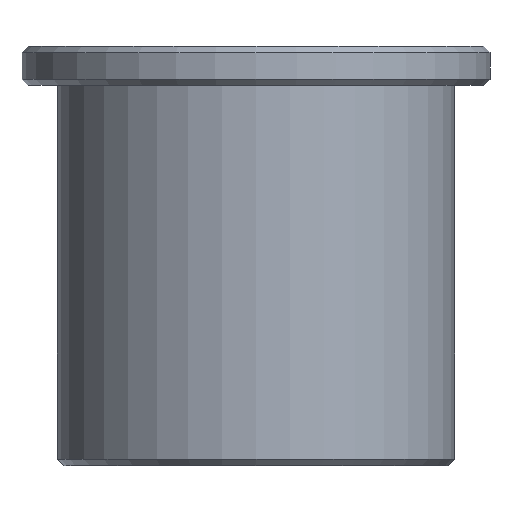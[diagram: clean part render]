
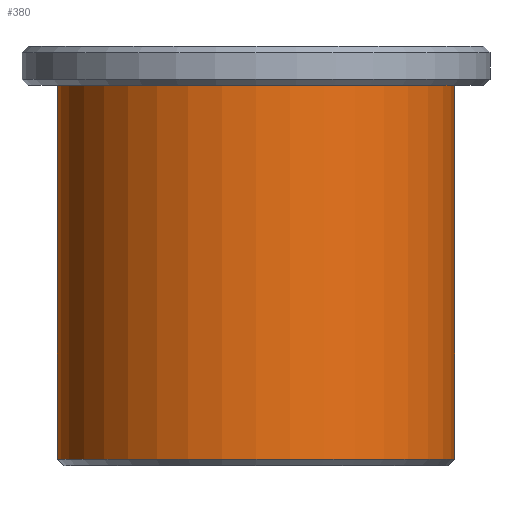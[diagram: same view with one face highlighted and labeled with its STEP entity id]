
A CAD part, front view. The second image highlights one B-rep face of the part: STEP entity #380.
In plain terms, the highlighted cylindrical face has radius 8.026 mm (diameter 16.053 mm), a partial arc.
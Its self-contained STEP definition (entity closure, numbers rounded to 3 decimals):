
#14 = DIRECTION ( 'NONE',  ( 0., 0., 1. ) ) ;
#19 = AXIS2_PLACEMENT_3D ( 'NONE', #159, #366, #696 ) ;
#45 = EDGE_CURVE ( 'NONE', #489, #459, #66, .T. ) ;
#63 = CIRCLE ( 'NONE', #370, 8.026 ) ;
#66 = LINE ( 'NONE', #383, #288 ) ;
#114 = EDGE_CURVE ( 'NONE', #551, #489, #63, .T. ) ;
#120 = CARTESIAN_POINT ( 'NONE',  ( 0., 0., 0. ) ) ;
#131 = CARTESIAN_POINT ( 'NONE',  ( -8.026, 0., 0.254 ) ) ;
#145 = ORIENTED_EDGE ( 'NONE', *, *, #236, .F. ) ;
#151 = ORIENTED_EDGE ( 'NONE', *, *, #401, .F. ) ;
#153 = LINE ( 'NONE', #425, #676 ) ;
#159 = CARTESIAN_POINT ( 'NONE',  ( 0., 0., 15.367 ) ) ;
#169 = DIRECTION ( 'NONE',  ( 0., 0., 1. ) ) ;
#223 = CARTESIAN_POINT ( 'NONE',  ( -8.026, 0., 15.367 ) ) ;
#227 = DIRECTION ( 'NONE',  ( 1., 0., 0. ) ) ;
#236 = EDGE_CURVE ( 'NONE', #551, #354, #153, .T. ) ;
#258 = CIRCLE ( 'NONE', #19, 8.026 ) ;
#286 = CARTESIAN_POINT ( 'NONE',  ( 0., 0., 0.254 ) ) ;
#288 = VECTOR ( 'NONE', #604, 1000. ) ;
#354 = VERTEX_POINT ( 'NONE', #223 ) ;
#366 = DIRECTION ( 'NONE',  ( 0., 0., 1. ) ) ;
#370 = AXIS2_PLACEMENT_3D ( 'NONE', #286, #580, #680 ) ;
#378 = CARTESIAN_POINT ( 'NONE',  ( 8.026, 0., 15.367 ) ) ;
#380 = ADVANCED_FACE ( 'NONE', ( #437 ), #602, .T. ) ;
#383 = CARTESIAN_POINT ( 'NONE',  ( 8.026, 0., 0. ) ) ;
#401 = EDGE_CURVE ( 'NONE', #354, #459, #258, .T. ) ;
#414 = ORIENTED_EDGE ( 'NONE', *, *, #45, .T. ) ;
#418 = ORIENTED_EDGE ( 'NONE', *, *, #114, .T. ) ;
#425 = CARTESIAN_POINT ( 'NONE',  ( -8.026, 0., 0. ) ) ;
#437 = FACE_OUTER_BOUND ( 'NONE', #562, .T. ) ;
#459 = VERTEX_POINT ( 'NONE', #378 ) ;
#489 = VERTEX_POINT ( 'NONE', #662 ) ;
#525 = AXIS2_PLACEMENT_3D ( 'NONE', #120, #14, #227 ) ;
#551 = VERTEX_POINT ( 'NONE', #131 ) ;
#562 = EDGE_LOOP ( 'NONE', ( #145, #418, #414, #151 ) ) ;
#580 = DIRECTION ( 'NONE',  ( 0., 0., 1. ) ) ;
#602 = CYLINDRICAL_SURFACE ( 'NONE', #525, 8.026 ) ;
#604 = DIRECTION ( 'NONE',  ( 0., 0., 1. ) ) ;
#662 = CARTESIAN_POINT ( 'NONE',  ( 8.026, 0., 0.254 ) ) ;
#676 = VECTOR ( 'NONE', #169, 1000. ) ;
#680 = DIRECTION ( 'NONE',  ( -1., 0., 0. ) ) ;
#696 = DIRECTION ( 'NONE',  ( 1., 0., 0. ) ) ;
